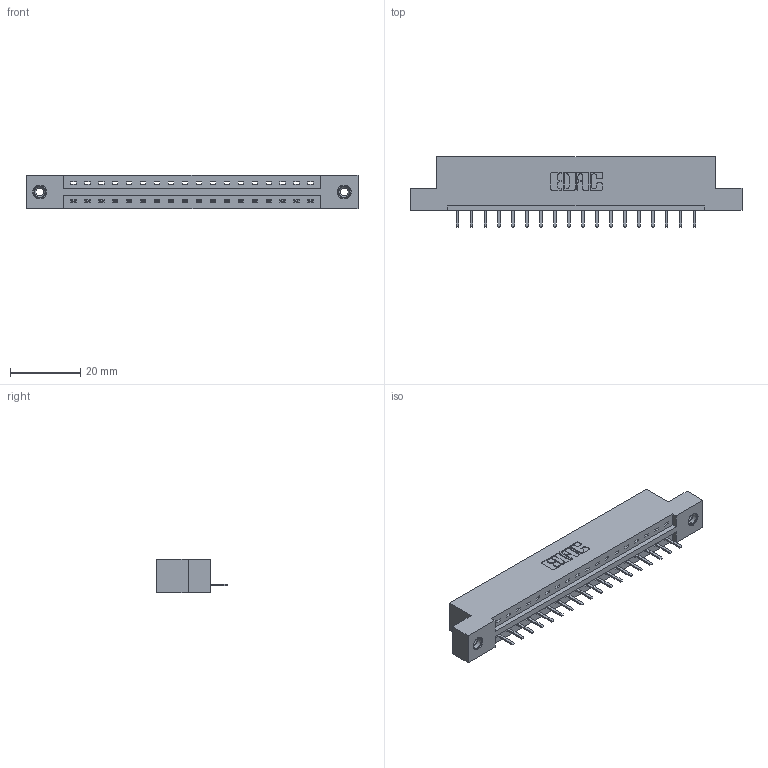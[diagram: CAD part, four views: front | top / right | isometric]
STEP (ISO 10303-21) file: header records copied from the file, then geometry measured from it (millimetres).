
FILE_DESCRIPTION (( 'STEP AP203' ), '1' );
FILE_NAME ('337-018-520-108.STEP', '2019-09-28T19:36:02', ( '' ), ( '' ), 'SwSTEP 2.0', 'SolidWorks 2016', '' );
FILE_SCHEMA (( 'CONFIG_CONTROL_DESIGN' ));
Length unit declared in the file: inch
Products named in the file (4): 345-250-001_345-250-003-102; 345-292-001_345-293-120; 337-018-520-108; 337 Part_Flush Mounting Lugs - 0.156 Dia-TI
Assembly tree (21 placements, depth 2):
  337-018-520-108
    337 Part_Flush Mounting Lugs - 0.156 Dia-TI
    345-292-001_345-293-120  x18
    345-250-001_345-250-003-102  x2
Bounding box: 94.34 x 20.02 x 9.4 mm (x, y, z)
Volume: 9446 mm3; surface area: 9471.2 mm2
Topology: 21 solids, 21 shells, 1362 faces, 3975 edges, 2594 vertices
Faces by surface type: plane 966, cylinder 380, cone 12, torus 4
Entity records: 17784 total; most frequent: CARTESIAN_POINT 3087, ORIENTED_EDGE 3022, DIRECTION 2669, EDGE_CURVE 1511, LINE 1359, VECTOR 1359, VERTEX_POINT 1000, AXIS2_PLACEMENT_3D 655
